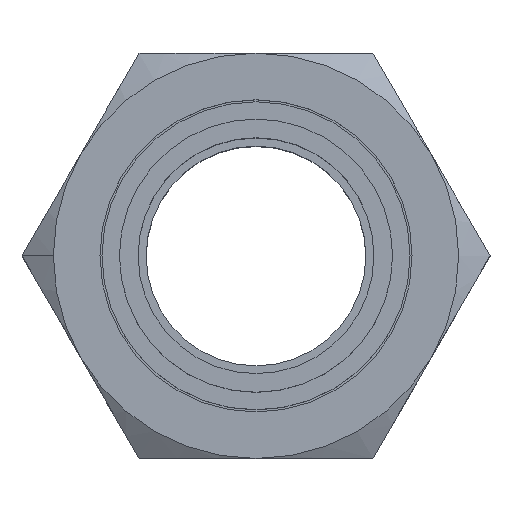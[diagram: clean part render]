
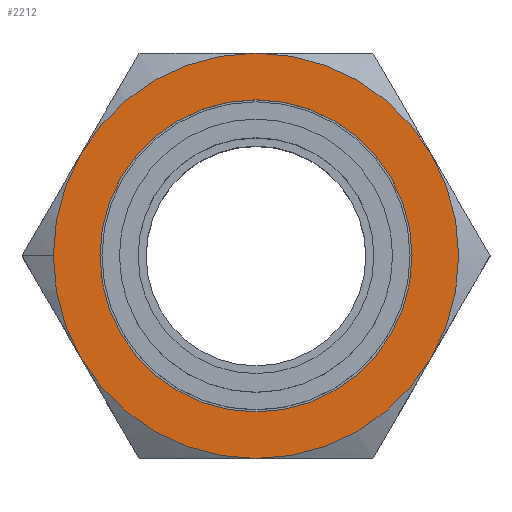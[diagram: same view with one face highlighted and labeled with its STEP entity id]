
A CAD part, top view. The second image highlights one B-rep face of the part: STEP entity #2212.
In plain terms, the highlighted planar face has unit normal (0, 0, 1).
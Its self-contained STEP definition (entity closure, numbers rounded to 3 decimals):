
#29 = CIRCLE ( 'NONE', #32, 25. ) ;
#32 = AXIS2_PLACEMENT_3D ( 'NONE', #34, #36, #35 ) ;
#34 = CARTESIAN_POINT ( 'NONE',  ( 0., 0., 10.5 ) ) ;
#35 = DIRECTION ( 'NONE',  ( 1., 0., 0. ) ) ;
#36 = DIRECTION ( 'NONE',  ( 0., 0., 1. ) ) ;
#180 = VERTEX_POINT ( 'NONE', #2279 ) ;
#199 = VERTEX_POINT ( 'NONE', #1852 ) ;
#574 = DIRECTION ( 'NONE',  ( 1., 0., 0. ) ) ;
#575 = DIRECTION ( 'NONE',  ( 0., 0., 1. ) ) ;
#576 = AXIS2_PLACEMENT_3D ( 'NONE', #581, #575, #574 ) ;
#577 = CIRCLE ( 'NONE', #576, 19.25 ) ;
#578 = DIRECTION ( 'NONE',  ( -1., 0., 0. ) ) ;
#579 = DIRECTION ( 'NONE',  ( 0., 0., -1. ) ) ;
#580 = AXIS2_PLACEMENT_3D ( 'NONE', #582, #579, #578 ) ;
#581 = CARTESIAN_POINT ( 'NONE',  ( 0., 0., 10.5 ) ) ;
#582 = CARTESIAN_POINT ( 'NONE',  ( 0., 25., 10.5 ) ) ;
#583 = PLANE ( 'NONE',  #580 ) ;
#584 = FACE_OUTER_BOUND ( 'NONE', #2179, .T. ) ;
#585 = FACE_BOUND ( 'NONE', #2192, .T. ) ;
#930 = VERTEX_POINT ( 'NONE', #1631 ) ;
#947 = EDGE_CURVE ( 'NONE', #960, #930, #1655, .T. ) ;
#960 = VERTEX_POINT ( 'NONE', #1666 ) ;
#1126 = EDGE_CURVE ( 'NONE', #1184, #1154, #29, .T. ) ;
#1146 = EDGE_CURVE ( 'NONE', #1157, #1181, #1194, .T. ) ;
#1154 = VERTEX_POINT ( 'NONE', #1224 ) ;
#1155 = EDGE_CURVE ( 'NONE', #180, #199, #1241, .T. ) ;
#1157 = VERTEX_POINT ( 'NONE', #1242 ) ;
#1167 = EDGE_CURVE ( 'NONE', #199, #1184, #1270, .T. ) ;
#1168 = VERTEX_POINT ( 'NONE', #1275 ) ;
#1170 = EDGE_CURVE ( 'NONE', #1168, #180, #1283, .T. ) ;
#1180 = EDGE_CURVE ( 'NONE', #1181, #1168, #1309, .T. ) ;
#1181 = VERTEX_POINT ( 'NONE', #1292 ) ;
#1184 = VERTEX_POINT ( 'NONE', #1291 ) ;
#1187 = EDGE_CURVE ( 'NONE', #1154, #1157, #1326, .T. ) ;
#1194 = CIRCLE ( 'NONE', #1210, 25. ) ;
#1207 = DIRECTION ( 'NONE',  ( 1., 0., 0. ) ) ;
#1208 = DIRECTION ( 'NONE',  ( 0., 0., 1. ) ) ;
#1209 = CARTESIAN_POINT ( 'NONE',  ( 0., 0., 10.5 ) ) ;
#1210 = AXIS2_PLACEMENT_3D ( 'NONE', #1209, #1208, #1207 ) ;
#1224 = CARTESIAN_POINT ( 'NONE',  ( -25., 0., 10.5 ) ) ;
#1234 = DIRECTION ( 'NONE',  ( 1., 0., 0. ) ) ;
#1235 = CARTESIAN_POINT ( 'NONE',  ( 0., 0., 10.5 ) ) ;
#1239 = DIRECTION ( 'NONE',  ( 1., 0., 0. ) ) ;
#1240 = AXIS2_PLACEMENT_3D ( 'NONE', #1235, #1243, #1234 ) ;
#1241 = CIRCLE ( 'NONE', #1240, 25. ) ;
#1242 = CARTESIAN_POINT ( 'NONE',  ( -21.651, -12.5, 10.5 ) ) ;
#1243 = DIRECTION ( 'NONE',  ( 0., 0., 1. ) ) ;
#1262 = DIRECTION ( 'NONE',  ( 0., 0., 1. ) ) ;
#1268 = CARTESIAN_POINT ( 'NONE',  ( 0., 0., 10.5 ) ) ;
#1269 = AXIS2_PLACEMENT_3D ( 'NONE', #1268, #1262, #1239 ) ;
#1270 = CIRCLE ( 'NONE', #1269, 25. ) ;
#1272 = DIRECTION ( 'NONE',  ( 1., 0., 0. ) ) ;
#1274 = DIRECTION ( 'NONE',  ( 0., 0., 1. ) ) ;
#1275 = CARTESIAN_POINT ( 'NONE',  ( 21.651, -12.5, 10.5 ) ) ;
#1283 = CIRCLE ( 'NONE', #1285, 25. ) ;
#1285 = AXIS2_PLACEMENT_3D ( 'NONE', #1286, #1274, #1272 ) ;
#1286 = CARTESIAN_POINT ( 'NONE',  ( 0., 0., 10.5 ) ) ;
#1291 = CARTESIAN_POINT ( 'NONE',  ( -21.651, 12.5, 10.5 ) ) ;
#1292 = CARTESIAN_POINT ( 'NONE',  ( 0., -25., 10.5 ) ) ;
#1298 = CARTESIAN_POINT ( 'NONE',  ( 0., 0., 10.5 ) ) ;
#1299 = AXIS2_PLACEMENT_3D ( 'NONE', #1298, #1304, #1303 ) ;
#1303 = DIRECTION ( 'NONE',  ( 1., 0., 0. ) ) ;
#1304 = DIRECTION ( 'NONE',  ( 0., 0., 1. ) ) ;
#1309 = CIRCLE ( 'NONE', #1299, 25. ) ;
#1315 = DIRECTION ( 'NONE',  ( 1., 0., 0. ) ) ;
#1316 = DIRECTION ( 'NONE',  ( 0., 0., 1. ) ) ;
#1317 = AXIS2_PLACEMENT_3D ( 'NONE', #1325, #1316, #1315 ) ;
#1325 = CARTESIAN_POINT ( 'NONE',  ( 0., 0., 10.5 ) ) ;
#1326 = CIRCLE ( 'NONE', #1317, 25. ) ;
#1631 = CARTESIAN_POINT ( 'NONE',  ( 19.25, 0., 10.5 ) ) ;
#1641 = DIRECTION ( 'NONE',  ( 1., 0., 0. ) ) ;
#1642 = DIRECTION ( 'NONE',  ( 0., 0., 1. ) ) ;
#1643 = AXIS2_PLACEMENT_3D ( 'NONE', #1661, #1642, #1641 ) ;
#1655 = CIRCLE ( 'NONE', #1643, 19.25 ) ;
#1661 = CARTESIAN_POINT ( 'NONE',  ( 0., 0., 10.5 ) ) ;
#1666 = CARTESIAN_POINT ( 'NONE',  ( -19.25, 0., 10.5 ) ) ;
#1852 = CARTESIAN_POINT ( 'NONE',  ( 0., 25., 10.5 ) ) ;
#2179 = EDGE_LOOP ( 'NONE', ( #2199, #2196, #2223, #2198, #2224, #2233, #2213 ) ) ;
#2180 = ORIENTED_EDGE ( 'NONE', *, *, #2225, .F. ) ;
#2181 = ORIENTED_EDGE ( 'NONE', *, *, #947, .F. ) ;
#2192 = EDGE_LOOP ( 'NONE', ( #2180, #2181 ) ) ;
#2196 = ORIENTED_EDGE ( 'NONE', *, *, #1167, .T. ) ;
#2198 = ORIENTED_EDGE ( 'NONE', *, *, #1187, .T. ) ;
#2199 = ORIENTED_EDGE ( 'NONE', *, *, #1155, .T. ) ;
#2212 = ADVANCED_FACE ( 'NONE', ( #585, #584 ), #583, .F. ) ;
#2213 = ORIENTED_EDGE ( 'NONE', *, *, #1170, .T. ) ;
#2223 = ORIENTED_EDGE ( 'NONE', *, *, #1126, .T. ) ;
#2224 = ORIENTED_EDGE ( 'NONE', *, *, #1146, .T. ) ;
#2225 = EDGE_CURVE ( 'NONE', #930, #960, #577, .T. ) ;
#2233 = ORIENTED_EDGE ( 'NONE', *, *, #1180, .T. ) ;
#2279 = CARTESIAN_POINT ( 'NONE',  ( 21.651, 12.5, 10.5 ) ) ;
